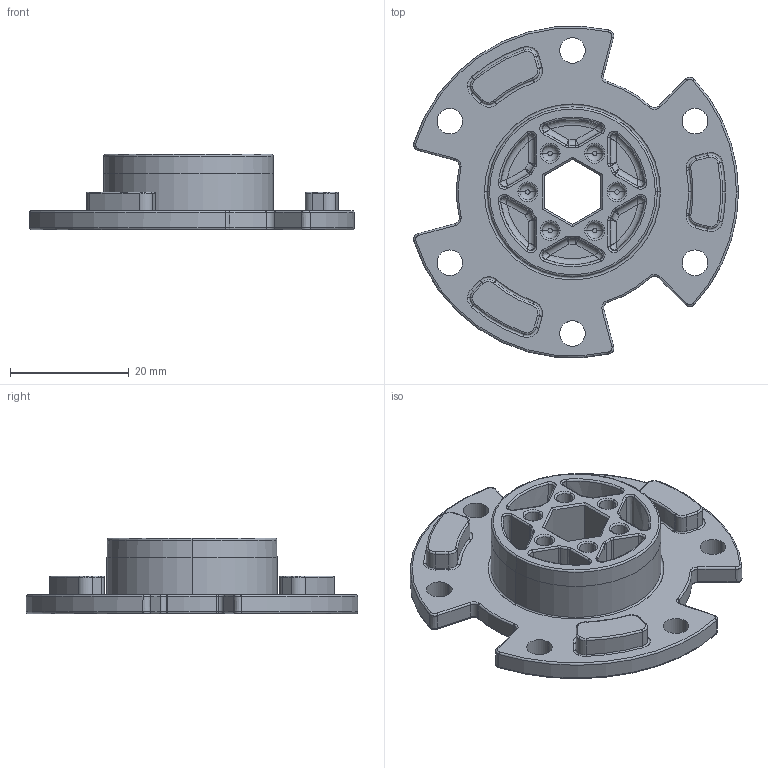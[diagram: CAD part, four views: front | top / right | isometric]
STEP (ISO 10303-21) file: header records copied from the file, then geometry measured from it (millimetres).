
FILE_DESCRIPTION (( 'STEP AP214' ), '1' );
FILE_NAME ('217-5828-001 Rev1.STEP', '2017-07-10T14:14:53', ( '' ), ( '' ), 'SwSTEP 2.0', 'SolidWorks 2017', '' );
FILE_SCHEMA (( 'AUTOMOTIVE_DESIGN' ));
Length unit declared in the file: millimetre
Products named in the file (1): 217-5828-001 Rev1
Bounding box: 54.67 x 55.78 x 12.7 mm (x, y, z)
Volume: 9753 mm3; surface area: 8390 mm2
Topology: 1 solids, 1 shells, 490 faces, 1112 edges, 619 vertices
Faces by surface type: torus 174, cylinder 140, bspline 90, plane 69, cone 17
Entity records: 16267 total; most frequent: CARTESIAN_POINT 5663, DIRECTION 2353, ORIENTED_EDGE 2176, EDGE_CURVE 1088, AXIS2_PLACEMENT_3D 1047, CIRCLE 646, VERTEX_POINT 619, EDGE_LOOP 523
